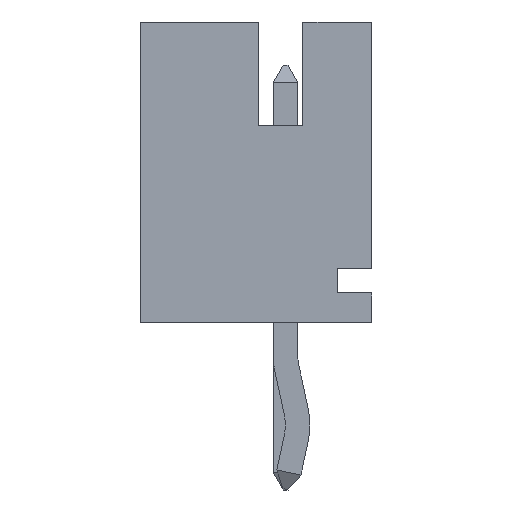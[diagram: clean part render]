
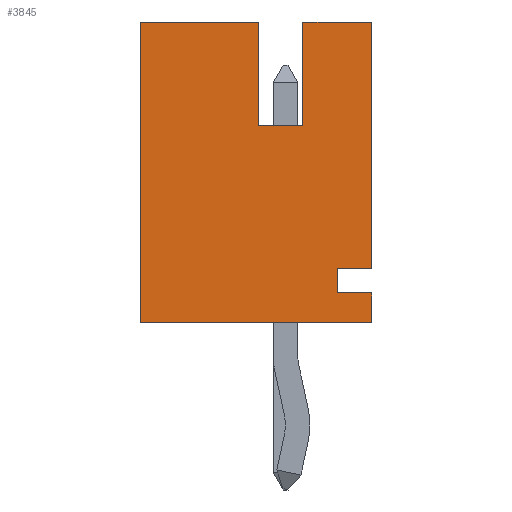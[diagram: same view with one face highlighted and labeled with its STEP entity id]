
A CAD part, left-side view. The second image highlights one B-rep face of the part: STEP entity #3845.
In plain terms, the highlighted planar face has unit normal (-1, 0, 0).
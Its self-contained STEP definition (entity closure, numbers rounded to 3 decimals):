
#468=ORIENTED_EDGE('',*,*,#1451,.F.);
#469=ORIENTED_EDGE('',*,*,#1452,.F.);
#470=ORIENTED_EDGE('',*,*,#1453,.F.);
#471=ORIENTED_EDGE('',*,*,#1454,.T.);
#472=ORIENTED_EDGE('',*,*,#1262,.T.);
#473=ORIENTED_EDGE('',*,*,#1403,.T.);
#474=ORIENTED_EDGE('',*,*,#1187,.T.);
#475=ORIENTED_EDGE('',*,*,#1455,.T.);
#476=ORIENTED_EDGE('',*,*,#1456,.T.);
#477=ORIENTED_EDGE('',*,*,#1457,.T.);
#478=ORIENTED_EDGE('',*,*,#1418,.T.);
#479=ORIENTED_EDGE('',*,*,#1415,.T.);
#1187=EDGE_CURVE('',#1733,#1732,#2092,.T.);
#1262=EDGE_CURVE('',#1807,#1806,#2167,.T.);
#1403=EDGE_CURVE('',#1806,#1733,#2308,.T.);
#1415=EDGE_CURVE('',#1901,#1900,#2320,.T.);
#1418=EDGE_CURVE('',#1903,#1901,#2323,.T.);
#1451=EDGE_CURVE('',#1930,#1900,#2356,.T.);
#1452=EDGE_CURVE('',#1931,#1930,#2357,.T.);
#1453=EDGE_CURVE('',#1932,#1931,#2358,.T.);
#1454=EDGE_CURVE('',#1932,#1807,#2359,.T.);
#1455=EDGE_CURVE('',#1732,#1933,#2360,.T.);
#1456=EDGE_CURVE('',#1933,#1934,#2361,.T.);
#1457=EDGE_CURVE('',#1934,#1903,#2362,.T.);
#1732=VERTEX_POINT('',#5230);
#1733=VERTEX_POINT('',#5232);
#1806=VERTEX_POINT('',#5380);
#1807=VERTEX_POINT('',#5382);
#1900=VERTEX_POINT('',#5678);
#1901=VERTEX_POINT('',#5680);
#1903=VERTEX_POINT('',#5686);
#1930=VERTEX_POINT('',#5750);
#1931=VERTEX_POINT('',#5752);
#1932=VERTEX_POINT('',#5754);
#1933=VERTEX_POINT('',#5757);
#1934=VERTEX_POINT('',#5759);
#2092=LINE('',#5231,#2631);
#2167=LINE('',#5381,#2706);
#2308=LINE('',#5654,#2847);
#2320=LINE('',#5679,#2859);
#2323=LINE('',#5685,#2862);
#2356=LINE('',#5749,#2895);
#2357=LINE('',#5751,#2896);
#2358=LINE('',#5753,#2897);
#2359=LINE('',#5755,#2898);
#2360=LINE('',#5756,#2899);
#2361=LINE('',#5758,#2900);
#2362=LINE('',#5760,#2901);
#2631=VECTOR('',#4254,1000.);
#2706=VECTOR('',#4331,1000.);
#2847=VECTOR('',#4564,1000.);
#2859=VECTOR('',#4586,1000.);
#2862=VECTOR('',#4591,1000.);
#2895=VECTOR('',#4632,1000.);
#2896=VECTOR('',#4633,1000.);
#2897=VECTOR('',#4634,1000.);
#2898=VECTOR('',#4635,1000.);
#2899=VECTOR('',#4636,1000.);
#2900=VECTOR('',#4637,1000.);
#2901=VECTOR('',#4638,1000.);
#3229=EDGE_LOOP('',(#468,#469,#470,#471,#472,#473,#474,#475,#476,#477,#478,
#479));
#3448=FACE_BOUND('',#3229,.T.);
#3654=PLANE('',#4078);
#3845=ADVANCED_FACE('',(#3448),#3654,.T.);
#4078=AXIS2_PLACEMENT_3D('',#5748,#4630,#4631);
#4254=DIRECTION('',(0.,0.,1.));
#4331=DIRECTION('',(0.,0.,-1.));
#4564=DIRECTION('',(0.,-1.,0.));
#4586=DIRECTION('',(0.,1.,0.));
#4591=DIRECTION('',(0.,0.,1.));
#4630=DIRECTION('',(-1.,0.,0.));
#4631=DIRECTION('',(0.,0.,1.));
#4632=DIRECTION('',(0.,0.,1.));
#4633=DIRECTION('',(0.,-1.,0.));
#4634=DIRECTION('',(0.,0.,-1.));
#4635=DIRECTION('',(0.,1.,0.));
#4636=DIRECTION('',(0.,1.,0.));
#4637=DIRECTION('',(0.,0.,1.));
#4638=DIRECTION('',(0.,-1.,0.));
#5230=CARTESIAN_POINT('',(-11.,-2.35,-2.45));
#5231=CARTESIAN_POINT('',(-11.,-2.35,-3.05));
#5232=CARTESIAN_POINT('',(-11.,-2.35,-3.05));
#5380=CARTESIAN_POINT('',(-11.,2.35,-3.05));
#5381=CARTESIAN_POINT('',(-11.,2.35,3.05));
#5382=CARTESIAN_POINT('',(-11.,2.35,3.05));
#5654=CARTESIAN_POINT('',(-11.,2.35,-3.05));
#5678=CARTESIAN_POINT('',(-11.,-0.95,3.05));
#5679=CARTESIAN_POINT('',(-11.,-2.35,3.05));
#5680=CARTESIAN_POINT('',(-11.,-2.35,3.05));
#5685=CARTESIAN_POINT('',(-11.,-2.35,-3.05));
#5686=CARTESIAN_POINT('',(-11.,-2.35,-1.95));
#5748=CARTESIAN_POINT('',(-11.,0.,0.));
#5749=CARTESIAN_POINT('',(-11.,-0.95,0.95));
#5750=CARTESIAN_POINT('',(-11.,-0.95,0.95));
#5751=CARTESIAN_POINT('',(-11.,-0.05,0.95));
#5752=CARTESIAN_POINT('',(-11.,-0.05,0.95));
#5753=CARTESIAN_POINT('',(-11.,-0.05,3.05));
#5754=CARTESIAN_POINT('',(-11.,-0.05,3.05));
#5755=CARTESIAN_POINT('',(-11.,-2.35,3.05));
#5756=CARTESIAN_POINT('',(-11.,0.,-2.45));
#5757=CARTESIAN_POINT('',(-11.,-1.65,-2.45));
#5758=CARTESIAN_POINT('',(-11.,-1.65,0.));
#5759=CARTESIAN_POINT('',(-11.,-1.65,-1.95));
#5760=CARTESIAN_POINT('',(-11.,0.,-1.95));
